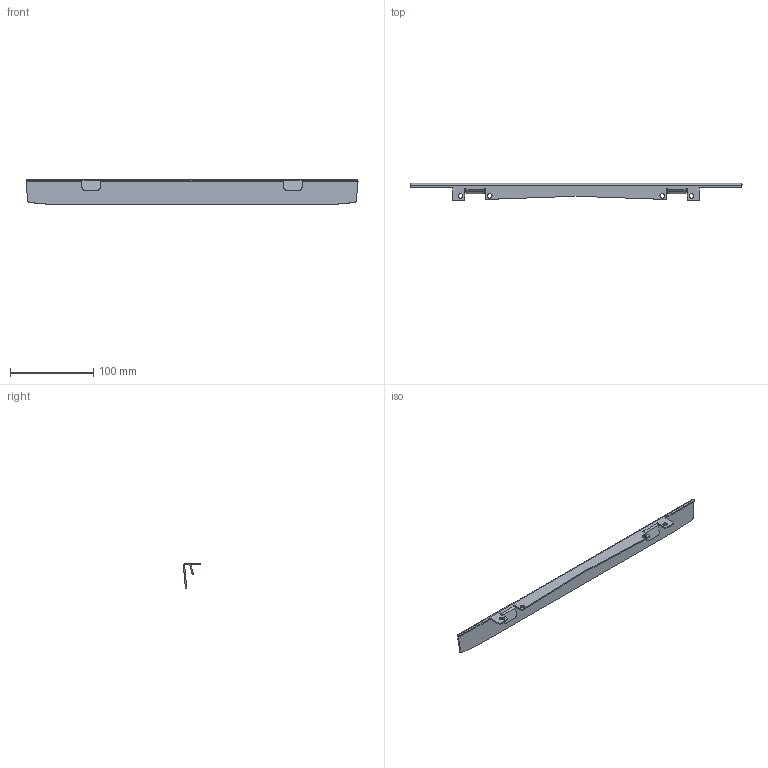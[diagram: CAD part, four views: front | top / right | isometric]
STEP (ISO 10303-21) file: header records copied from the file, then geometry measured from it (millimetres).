
FILE_DESCRIPTION (( 'STEP AP214' ), '1' );
FILE_NAME ('RCS_ARCA_5040.STEP', '2015-07-29T07:16:33', ( '' ), ( '' ), 'SwSTEP 2.0', 'SolidWorks 2014', '' );
FILE_SCHEMA (( 'AUTOMOTIVE_DESIGN' ));
Length unit declared in the file: millimetre
Products named in the file (1): RCS_ARCA_5040
Bounding box: 398 x 20.56 x 29.92 mm (x, y, z)
Volume: 24824 mm3; surface area: 34678.5 mm2
Topology: 1 solids, 1 shells, 79 faces, 207 edges, 130 vertices
Faces by surface type: plane 47, cylinder 32
Entity records: 2463 total; most frequent: DIRECTION 431, CARTESIAN_POINT 417, ORIENTED_EDGE 414, EDGE_CURVE 207, AXIS2_PLACEMENT_3D 144, LINE 143, VECTOR 143, VERTEX_POINT 130
